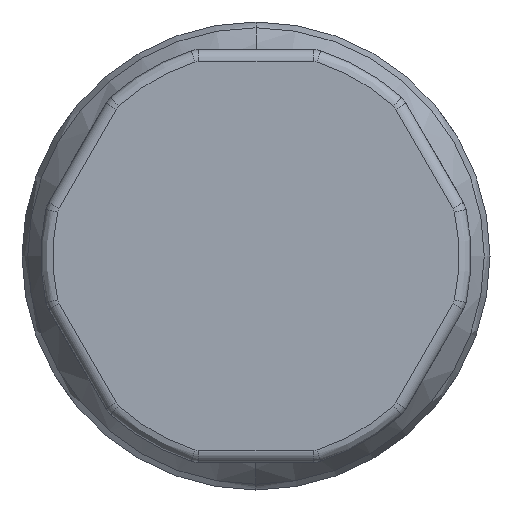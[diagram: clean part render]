
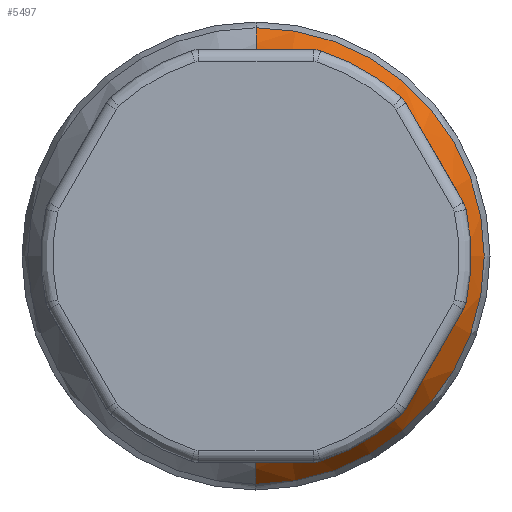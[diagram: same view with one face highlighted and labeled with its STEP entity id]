
A CAD part, front view. The second image highlights one B-rep face of the part: STEP entity #5497.
In plain terms, the highlighted free-form (B-spline) face has degree [3, 3] with [4, 4] control points.
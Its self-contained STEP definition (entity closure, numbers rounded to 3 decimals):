
#3 = CARTESIAN_POINT ( 'NONE',  ( 0., 53.5, -9.51 ) ) ;
#395 = CARTESIAN_POINT ( 'NONE',  ( 0., 53.5, -9.51 ) ) ;
#662 = CARTESIAN_POINT ( 'NONE',  ( 0., 53.5, 9.51 ) ) ;
#787 = CARTESIAN_POINT ( 'NONE',  ( 0., 53.5, 9.51 ) ) ;
#1326 = AXIS2_PLACEMENT_3D ( 'NONE', #9113, #8254, #8331 ) ;
#1507 = DIRECTION ( 'NONE',  ( 0., -1., 0. ) ) ;
#1672 = CARTESIAN_POINT ( 'NONE',  ( 0., 52.127, 8.52 ) ) ;
#1710 = CARTESIAN_POINT ( 'NONE',  ( 16., 48.822, 8. ) ) ;
#1721 = EDGE_CURVE ( 'NONE', #7797, #2967, #8194, .T. ) ;
#2413 =( BOUNDED_SURFACE ( )  B_SPLINE_SURFACE ( 3, 3, ( 
 ( #3, #3516, #9514, #787 ),
 ( #6833, #2515, #10313, #1672 ),
 ( #7739, #3433, #9482, #4301 ),
 ( #6035, #6910, #1710, #7775 ) ),
 .UNSPECIFIED., .F., .F., .F. ) 
 B_SPLINE_SURFACE_WITH_KNOTS ( ( 4, 4 ),
 ( 4, 4 ),
 ( 0., 1. ),
 ( 0., 1. ),
 .UNSPECIFIED. ) 
 GEOMETRIC_REPRESENTATION_ITEM ( )  RATIONAL_B_SPLINE_SURFACE ( (
 ( 1., 0.333, 0.333, 1.),
 ( 0.968, 0.323, 0.323, 0.968),
 ( 0.968, 0.323, 0.323, 0.968),
 ( 1., 0.333, 0.333, 1.) ) ) 
 REPRESENTATION_ITEM ( '' )  SURFACE ( )  );
#2515 = CARTESIAN_POINT ( 'NONE',  ( 17.04, 52.127, -8.52 ) ) ;
#2967 = VERTEX_POINT ( 'NONE', #6183 ) ;
#3047 = AXIS2_PLACEMENT_3D ( 'NONE', #6694, #6810, #10217 ) ;
#3433 = CARTESIAN_POINT ( 'NONE',  ( 16., 50.515, -8. ) ) ;
#3516 = CARTESIAN_POINT ( 'NONE',  ( 19.02, 53.5, -9.51 ) ) ;
#3762 = EDGE_CURVE ( 'NONE', #4348, #7430, #8618, .T. ) ;
#4151 = ORIENTED_EDGE ( 'NONE', *, *, #7965, .F. ) ;
#4301 = CARTESIAN_POINT ( 'NONE',  ( 0., 50.515, 8. ) ) ;
#4348 = VERTEX_POINT ( 'NONE', #662 ) ;
#4665 = AXIS2_PLACEMENT_3D ( 'NONE', #5452, #10696, #9007 ) ;
#4776 = CIRCLE ( 'NONE', #10952, 8. ) ;
#5119 = CARTESIAN_POINT ( 'NONE',  ( 0., 48.822, 0. ) ) ;
#5452 = CARTESIAN_POINT ( 'NONE',  ( 0., 48.822, -16. ) ) ;
#5497 = ADVANCED_FACE ( 'NONE', ( #6824 ), #2413, .F. ) ;
#5654 = CARTESIAN_POINT ( 'NONE',  ( 0., 48.822, 8. ) ) ;
#5862 = DIRECTION ( 'NONE',  ( 0., 0., -1. ) ) ;
#6035 = CARTESIAN_POINT ( 'NONE',  ( 0., 48.822, -8. ) ) ;
#6183 = CARTESIAN_POINT ( 'NONE',  ( 0., 48.822, -8. ) ) ;
#6694 = CARTESIAN_POINT ( 'NONE',  ( 0., 53.5, 0. ) ) ;
#6810 = DIRECTION ( 'NONE',  ( 0., 1., 0. ) ) ;
#6824 = FACE_OUTER_BOUND ( 'NONE', #9274, .T. ) ;
#6833 = CARTESIAN_POINT ( 'NONE',  ( 0., 52.127, -8.52 ) ) ;
#6900 = EDGE_CURVE ( 'NONE', #2967, #7430, #4776, .T. ) ;
#6910 = CARTESIAN_POINT ( 'NONE',  ( 16., 48.822, -8. ) ) ;
#7337 = CIRCLE ( 'NONE', #3047, 9.51 ) ;
#7430 = VERTEX_POINT ( 'NONE', #5654 ) ;
#7739 = CARTESIAN_POINT ( 'NONE',  ( 0., 50.515, -8. ) ) ;
#7775 = CARTESIAN_POINT ( 'NONE',  ( 0., 48.822, 8. ) ) ;
#7797 = VERTEX_POINT ( 'NONE', #395 ) ;
#7965 = EDGE_CURVE ( 'NONE', #4348, #7797, #7337, .T. ) ;
#8194 = CIRCLE ( 'NONE', #4665, 8. ) ;
#8254 = DIRECTION ( 'NONE',  ( -1., 0., 0. ) ) ;
#8331 = DIRECTION ( 'NONE',  ( 0., 0., 1. ) ) ;
#8618 = CIRCLE ( 'NONE', #1326, 8. ) ;
#8681 = ORIENTED_EDGE ( 'NONE', *, *, #3762, .T. ) ;
#9007 = DIRECTION ( 'NONE',  ( 0., 0., -1. ) ) ;
#9113 = CARTESIAN_POINT ( 'NONE',  ( 0., 48.822, 16. ) ) ;
#9274 = EDGE_LOOP ( 'NONE', ( #4151, #8681, #10644, #10724 ) ) ;
#9482 = CARTESIAN_POINT ( 'NONE',  ( 16., 50.515, 8. ) ) ;
#9514 = CARTESIAN_POINT ( 'NONE',  ( 19.02, 53.5, 9.51 ) ) ;
#10217 = DIRECTION ( 'NONE',  ( 0., 0., -1. ) ) ;
#10313 = CARTESIAN_POINT ( 'NONE',  ( 17.04, 52.127, 8.52 ) ) ;
#10644 = ORIENTED_EDGE ( 'NONE', *, *, #6900, .F. ) ;
#10696 = DIRECTION ( 'NONE',  ( 1., 0., 0. ) ) ;
#10724 = ORIENTED_EDGE ( 'NONE', *, *, #1721, .F. ) ;
#10952 = AXIS2_PLACEMENT_3D ( 'NONE', #5119, #1507, #5862 ) ;
